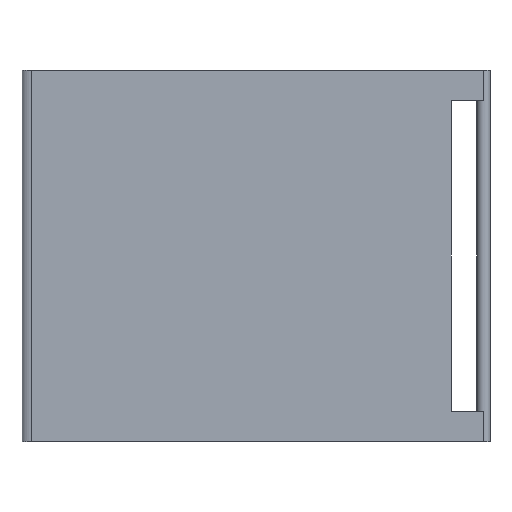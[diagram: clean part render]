
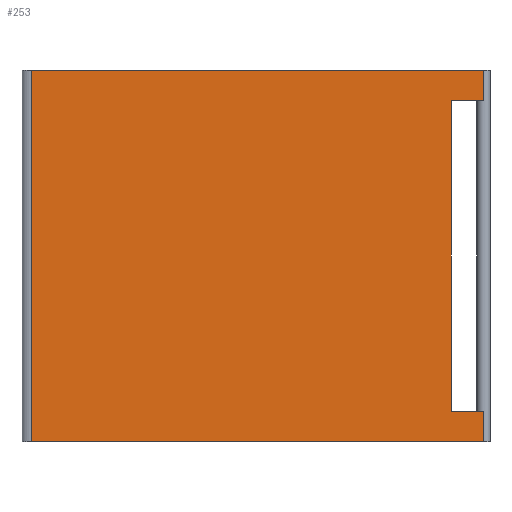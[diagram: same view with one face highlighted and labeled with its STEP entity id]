
A CAD part, left-side view. The second image highlights one B-rep face of the part: STEP entity #253.
In plain terms, the highlighted planar face has unit normal (-1, -0.015, 0).
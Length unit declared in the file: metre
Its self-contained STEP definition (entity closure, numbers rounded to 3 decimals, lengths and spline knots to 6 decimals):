
#15=PLANE('',#291);
#72=ORIENTED_EDGE('',*,*,#136,.F.);
#73=ORIENTED_EDGE('',*,*,#110,.F.);
#74=ORIENTED_EDGE('',*,*,#137,.T.);
#75=ORIENTED_EDGE('',*,*,#106,.F.);
#76=ORIENTED_EDGE('',*,*,#138,.T.);
#77=ORIENTED_EDGE('',*,*,#112,.T.);
#78=ORIENTED_EDGE('',*,*,#139,.T.);
#79=ORIENTED_EDGE('',*,*,#134,.T.);
#106=EDGE_CURVE('',#142,#143,#165,.T.);
#110=EDGE_CURVE('',#146,#147,#167,.T.);
#112=EDGE_CURVE('',#148,#149,#168,.T.);
#134=EDGE_CURVE('',#163,#162,#183,.T.);
#136=EDGE_CURVE('',#147,#162,#184,.T.);
#137=EDGE_CURVE('',#146,#143,#185,.T.);
#138=EDGE_CURVE('',#142,#148,#186,.T.);
#139=EDGE_CURVE('',#149,#163,#187,.T.);
#142=VERTEX_POINT('',#378);
#143=VERTEX_POINT('',#380);
#146=VERTEX_POINT('',#387);
#147=VERTEX_POINT('',#389);
#148=VERTEX_POINT('',#392);
#149=VERTEX_POINT('',#393);
#162=VERTEX_POINT('',#433);
#163=VERTEX_POINT('',#435);
#165=LINE('',#379,#189);
#167=LINE('',#388,#191);
#168=LINE('',#391,#192);
#183=LINE('',#434,#207);
#184=LINE('',#438,#208);
#185=LINE('',#439,#209);
#186=LINE('',#440,#210);
#187=LINE('',#441,#211);
#189=VECTOR('',#303,1.);
#191=VECTOR('',#311,1.);
#192=VECTOR('',#314,1.);
#207=VECTOR('',#355,1.);
#208=VECTOR('',#360,1.);
#209=VECTOR('',#361,1.);
#210=VECTOR('',#362,1.);
#211=VECTOR('',#363,1.);
#221=EDGE_LOOP('',(#72,#73,#74,#75,#76,#77,#78,#79));
#235=FACE_BOUND('',#221,.T.);
#253=ADVANCED_FACE('',(#235),#15,.T.);
#291=AXIS2_PLACEMENT_3D('',#437,#358,#359);
#303=DIRECTION('',(0.,0.,-1.));
#311=DIRECTION('',(0.,0.,-1.));
#314=DIRECTION('',(0.,0.,1.));
#355=DIRECTION('',(0.,0.,-1.));
#358=DIRECTION('',(-1.,-0.014,0.));
#359=DIRECTION('',(0.014,-1.,0.));
#360=DIRECTION('',(-0.014,1.,0.));
#361=DIRECTION('',(-0.014,1.,0.));
#362=DIRECTION('',(0.014,-1.,0.));
#363=DIRECTION('',(-0.014,1.,0.));
#378=CARTESIAN_POINT('',(-0.001608,-0.096174,0.078));
#379=CARTESIAN_POINT('',(-0.001608,-0.096174,0.085));
#380=CARTESIAN_POINT('',(-0.001608,-0.096174,0.007));
#387=CARTESIAN_POINT('',(-0.001502,-0.1035,0.007));
#388=CARTESIAN_POINT('',(-0.001502,-0.1035,0.007));
#389=CARTESIAN_POINT('',(-0.001502,-0.1035,0.));
#391=CARTESIAN_POINT('',(-0.001502,-0.1035,0.078));
#392=CARTESIAN_POINT('',(-0.001502,-0.1035,0.078));
#393=CARTESIAN_POINT('',(-0.001502,-0.1035,0.085));
#433=CARTESIAN_POINT('',(-0.003,0.,0.));
#434=CARTESIAN_POINT('',(-0.003,0.,0.085));
#435=CARTESIAN_POINT('',(-0.003,0.,0.085));
#437=CARTESIAN_POINT('',(-0.002304,-0.04813,0.085));
#438=CARTESIAN_POINT('',(-0.002304,-0.04813,0.));
#439=CARTESIAN_POINT('',(-0.001555,-0.099837,0.007));
#440=CARTESIAN_POINT('',(-0.001555,-0.099837,0.078));
#441=CARTESIAN_POINT('',(-0.002304,-0.04813,0.085));
